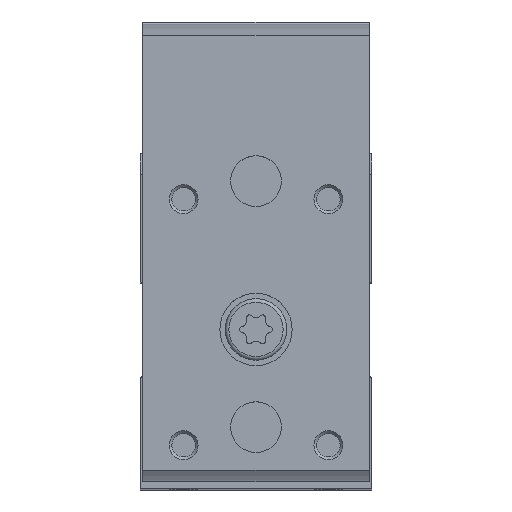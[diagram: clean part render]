
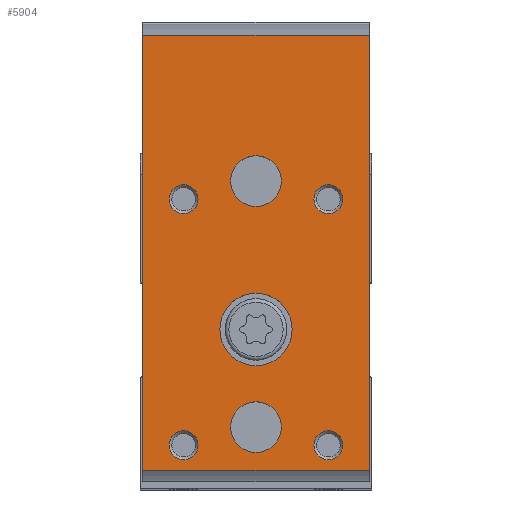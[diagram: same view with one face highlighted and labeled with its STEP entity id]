
A CAD part, top view. The second image highlights one B-rep face of the part: STEP entity #5904.
In plain terms, the highlighted planar face has unit normal (0, 0, 1).
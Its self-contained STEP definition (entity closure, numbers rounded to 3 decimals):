
#206=PLANE('',#7792);
#451=CIRCLE('',#7793,5.);
#452=CIRCLE('',#7794,3.5);
#453=CIRCLE('',#7795,3.5);
#454=CIRCLE('',#7796,2.);
#455=CIRCLE('',#7797,2.);
#456=CIRCLE('',#7798,2.);
#457=CIRCLE('',#7799,2.);
#1548=ORIENTED_EDGE('',*,*,#2697,.T.);
#1549=ORIENTED_EDGE('',*,*,#2698,.T.);
#1550=ORIENTED_EDGE('',*,*,#2699,.T.);
#1551=ORIENTED_EDGE('',*,*,#2700,.F.);
#1552=ORIENTED_EDGE('',*,*,#2701,.F.);
#1553=ORIENTED_EDGE('',*,*,#2702,.F.);
#1554=ORIENTED_EDGE('',*,*,#2703,.F.);
#1555=ORIENTED_EDGE('',*,*,#2704,.T.);
#1556=ORIENTED_EDGE('',*,*,#2705,.F.);
#1557=ORIENTED_EDGE('',*,*,#2706,.F.);
#1558=ORIENTED_EDGE('',*,*,#2707,.T.);
#2697=EDGE_CURVE('',#3371,#3371,#451,.T.);
#2698=EDGE_CURVE('',#3372,#3372,#452,.T.);
#2699=EDGE_CURVE('',#3373,#3373,#453,.T.);
#2700=EDGE_CURVE('',#3374,#3374,#454,.T.);
#2701=EDGE_CURVE('',#3375,#3375,#455,.T.);
#2702=EDGE_CURVE('',#3376,#3376,#456,.T.);
#2703=EDGE_CURVE('',#3377,#3377,#457,.T.);
#2704=EDGE_CURVE('',#3378,#3379,#3877,.T.);
#2705=EDGE_CURVE('',#3380,#3379,#3878,.T.);
#2706=EDGE_CURVE('',#3381,#3380,#3879,.T.);
#2707=EDGE_CURVE('',#3381,#3378,#3880,.T.);
#3371=VERTEX_POINT('',#11169);
#3372=VERTEX_POINT('',#11171);
#3373=VERTEX_POINT('',#11173);
#3374=VERTEX_POINT('',#11175);
#3375=VERTEX_POINT('',#11177);
#3376=VERTEX_POINT('',#11179);
#3377=VERTEX_POINT('',#11181);
#3378=VERTEX_POINT('',#11183);
#3379=VERTEX_POINT('',#11184);
#3380=VERTEX_POINT('',#11186);
#3381=VERTEX_POINT('',#11188);
#3877=LINE('',#11182,#4286);
#3878=LINE('',#11185,#4287);
#3879=LINE('',#11187,#4288);
#3880=LINE('',#11189,#4289);
#4286=VECTOR('',#9263,1000.);
#4287=VECTOR('',#9264,1000.);
#4288=VECTOR('',#9265,1000.);
#4289=VECTOR('',#9266,1000.);
#4705=EDGE_LOOP('',(#1548));
#4706=EDGE_LOOP('',(#1549));
#4707=EDGE_LOOP('',(#1550));
#4708=EDGE_LOOP('',(#1551));
#4709=EDGE_LOOP('',(#1552));
#4710=EDGE_LOOP('',(#1553));
#4711=EDGE_LOOP('',(#1554));
#4712=EDGE_LOOP('',(#1555,#1556,#1557,#1558));
#5279=FACE_BOUND('',#4705,.T.);
#5280=FACE_BOUND('',#4706,.T.);
#5281=FACE_BOUND('',#4707,.T.);
#5282=FACE_BOUND('',#4708,.T.);
#5283=FACE_BOUND('',#4709,.T.);
#5284=FACE_BOUND('',#4710,.T.);
#5285=FACE_BOUND('',#4711,.T.);
#5286=FACE_BOUND('',#4712,.T.);
#5904=ADVANCED_FACE('',(#5279,#5280,#5281,#5282,#5283,#5284,#5285,#5286),
#206,.F.);
#7792=AXIS2_PLACEMENT_3D('',#11167,#9247,#9248);
#7793=AXIS2_PLACEMENT_3D('',#11168,#9249,#9250);
#7794=AXIS2_PLACEMENT_3D('',#11170,#9251,#9252);
#7795=AXIS2_PLACEMENT_3D('',#11172,#9253,#9254);
#7796=AXIS2_PLACEMENT_3D('',#11174,#9255,#9256);
#7797=AXIS2_PLACEMENT_3D('',#11176,#9257,#9258);
#7798=AXIS2_PLACEMENT_3D('',#11178,#9259,#9260);
#7799=AXIS2_PLACEMENT_3D('',#11180,#9261,#9262);
#9247=DIRECTION('',(0.,0.,-1.));
#9248=DIRECTION('',(-1.,0.,0.));
#9249=DIRECTION('',(0.,0.,-1.));
#9250=DIRECTION('',(-1.,0.,0.));
#9251=DIRECTION('',(0.,0.,-1.));
#9252=DIRECTION('',(-1.,0.,0.));
#9253=DIRECTION('',(0.,0.,-1.));
#9254=DIRECTION('',(-1.,0.,0.));
#9255=DIRECTION('',(0.,0.,1.));
#9256=DIRECTION('',(1.,0.,0.));
#9257=DIRECTION('',(0.,0.,1.));
#9258=DIRECTION('',(1.,0.,0.));
#9259=DIRECTION('',(0.,0.,1.));
#9260=DIRECTION('',(1.,0.,0.));
#9261=DIRECTION('',(0.,0.,1.));
#9262=DIRECTION('',(1.,0.,0.));
#9263=DIRECTION('',(0.,-1.,0.));
#9264=DIRECTION('',(-1.,0.,0.));
#9265=DIRECTION('',(0.,-1.,0.));
#9266=DIRECTION('',(-1.,0.,0.));
#11167=CARTESIAN_POINT('',(15.65,63.5,0.));
#11168=CARTESIAN_POINT('',(0.,21.,0.));
#11169=CARTESIAN_POINT('',(-5.,21.,0.));
#11170=CARTESIAN_POINT('',(0.,7.5,0.));
#11171=CARTESIAN_POINT('',(-3.5,7.5,0.));
#11172=CARTESIAN_POINT('',(0.,41.5,0.));
#11173=CARTESIAN_POINT('',(-3.5,41.5,0.));
#11174=CARTESIAN_POINT('',(-10.,39.,0.));
#11175=CARTESIAN_POINT('',(-8.,39.,0.));
#11176=CARTESIAN_POINT('',(10.,39.,0.));
#11177=CARTESIAN_POINT('',(12.,39.,0.));
#11178=CARTESIAN_POINT('',(-10.,5.,0.));
#11179=CARTESIAN_POINT('',(-8.,5.,0.));
#11180=CARTESIAN_POINT('',(10.,5.,0.));
#11181=CARTESIAN_POINT('',(12.,5.,0.));
#11182=CARTESIAN_POINT('',(-15.65,63.5,0.));
#11183=CARTESIAN_POINT('',(-15.65,61.656,0.));
#11184=CARTESIAN_POINT('',(-15.65,1.544,0.));
#11185=CARTESIAN_POINT('',(15.65,1.544,0.));
#11186=CARTESIAN_POINT('',(15.65,1.544,0.));
#11187=CARTESIAN_POINT('',(15.65,63.5,0.));
#11188=CARTESIAN_POINT('',(15.65,61.656,0.));
#11189=CARTESIAN_POINT('',(15.65,61.656,0.));
